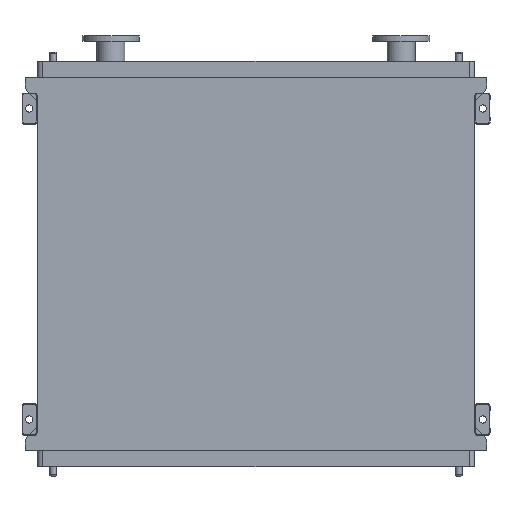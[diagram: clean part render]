
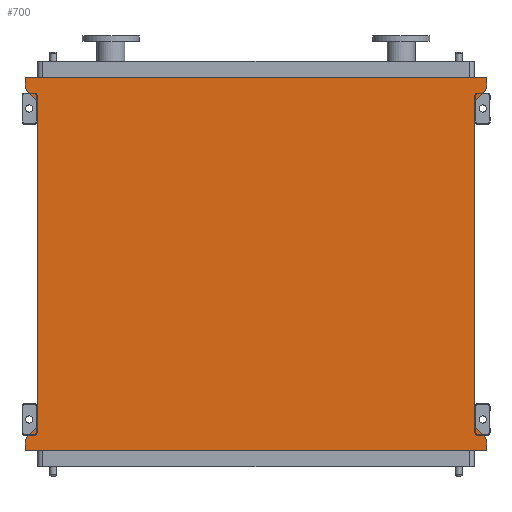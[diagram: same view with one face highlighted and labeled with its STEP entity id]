
A CAD part, front view. The second image highlights one B-rep face of the part: STEP entity #700.
In plain terms, the highlighted planar face has unit normal (0, -1, 0).
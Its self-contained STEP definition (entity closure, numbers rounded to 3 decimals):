
#156 = VECTOR ( 'NONE', #15600, 1000. ) ;
#163 = CARTESIAN_POINT ( 'NONE',  ( -845., 0., 0. ) ) ;
#525 = DIRECTION ( 'NONE',  ( 0., -1., 0. ) ) ;
#677 = LINE ( 'NONE', #9095, #15409 ) ;
#700 = ADVANCED_FACE ( 'NONE', ( #3146 ), #13355, .T. ) ;
#771 = LINE ( 'NONE', #5216, #11850 ) ;
#1009 = CARTESIAN_POINT ( 'NONE',  ( -891., 0., -1303. ) ) ;
#1044 = CARTESIAN_POINT ( 'NONE',  ( 891., 0., -1345. ) ) ;
#1332 = CARTESIAN_POINT ( 'NONE',  ( -845., 0., -1250. ) ) ;
#1489 = ORIENTED_EDGE ( 'NONE', *, *, #9268, .F. ) ;
#1551 = EDGE_CURVE ( 'NONE', #2109, #8397, #17994, .T. ) ;
#1583 = VECTOR ( 'NONE', #15170, 1000. ) ;
#1701 = VERTEX_POINT ( 'NONE', #5725 ) ;
#1808 = ORIENTED_EDGE ( 'NONE', *, *, #6763, .F. ) ;
#1950 = VERTEX_POINT ( 'NONE', #11972 ) ;
#2017 = CARTESIAN_POINT ( 'NONE',  ( 845., 0., -1250. ) ) ;
#2109 = VERTEX_POINT ( 'NONE', #6530 ) ;
#2193 = ORIENTED_EDGE ( 'NONE', *, *, #10031, .F. ) ;
#2225 = DIRECTION ( 'NONE',  ( 0., 0., -1. ) ) ;
#2575 = LINE ( 'NONE', #15791, #17585 ) ;
#2631 = CARTESIAN_POINT ( 'NONE',  ( -845., 0., 0. ) ) ;
#3052 = CARTESIAN_POINT ( 'NONE',  ( -891., 0., 53. ) ) ;
#3146 = FACE_OUTER_BOUND ( 'NONE', #4474, .T. ) ;
#3277 = EDGE_CURVE ( 'NONE', #11845, #4592, #677, .T. ) ;
#3386 = DIRECTION ( 'NONE',  ( 0., 0., 1. ) ) ;
#3541 = CARTESIAN_POINT ( 'NONE',  ( 891., 0., 53. ) ) ;
#3576 = VERTEX_POINT ( 'NONE', #1009 ) ;
#4019 = VERTEX_POINT ( 'NONE', #3541 ) ;
#4220 = VECTOR ( 'NONE', #15316, 1000. ) ;
#4474 = EDGE_LOOP ( 'NONE', ( #6634, #1489, #14758, #15957, #7227, #2193, #17774, #12396, #1808, #5083, #17527, #14208 ) ) ;
#4592 = VERTEX_POINT ( 'NONE', #6401 ) ;
#4857 = CARTESIAN_POINT ( 'NONE',  ( 845., 0., 0. ) ) ;
#5083 = ORIENTED_EDGE ( 'NONE', *, *, #13477, .F. ) ;
#5216 = CARTESIAN_POINT ( 'NONE',  ( -891., 0., 95. ) ) ;
#5395 = CARTESIAN_POINT ( 'NONE',  ( -891., 0., -1303. ) ) ;
#5435 = LINE ( 'NONE', #8065, #1583 ) ;
#5545 = VECTOR ( 'NONE', #6855, 1000. ) ;
#5725 = CARTESIAN_POINT ( 'NONE',  ( -891., 0., -1345. ) ) ;
#5732 = VERTEX_POINT ( 'NONE', #4857 ) ;
#5884 = DIRECTION ( 'NONE',  ( 0.655, 0., -0.755 ) ) ;
#5997 = VERTEX_POINT ( 'NONE', #2631 ) ;
#6070 = LINE ( 'NONE', #163, #16440 ) ;
#6401 = CARTESIAN_POINT ( 'NONE',  ( -891., 0., 95. ) ) ;
#6502 = EDGE_CURVE ( 'NONE', #15261, #4019, #11006, .T. ) ;
#6530 = CARTESIAN_POINT ( 'NONE',  ( 891., 0., -1303. ) ) ;
#6634 = ORIENTED_EDGE ( 'NONE', *, *, #12063, .T. ) ;
#6658 = DIRECTION ( 'NONE',  ( 1., 0., 0. ) ) ;
#6746 = DIRECTION ( 'NONE',  ( 0., 0., -1. ) ) ;
#6763 = EDGE_CURVE ( 'NONE', #1701, #3576, #11215, .T. ) ;
#6835 = VECTOR ( 'NONE', #6746, 1000. ) ;
#6855 = DIRECTION ( 'NONE',  ( -1., 0., 0. ) ) ;
#7227 = ORIENTED_EDGE ( 'NONE', *, *, #3277, .F. ) ;
#7264 = AXIS2_PLACEMENT_3D ( 'NONE', #17487, #525, #10633 ) ;
#7562 = VECTOR ( 'NONE', #11450, 1000. ) ;
#8059 = EDGE_CURVE ( 'NONE', #4592, #15261, #771, .T. ) ;
#8065 = CARTESIAN_POINT ( 'NONE',  ( 891., 0., 53. ) ) ;
#8337 = EDGE_CURVE ( 'NONE', #12657, #2109, #2575, .T. ) ;
#8397 = VERTEX_POINT ( 'NONE', #15898 ) ;
#8588 = CARTESIAN_POINT ( 'NONE',  ( -891., 0., -1345. ) ) ;
#9095 = CARTESIAN_POINT ( 'NONE',  ( -891., 0., 53. ) ) ;
#9268 = EDGE_CURVE ( 'NONE', #4019, #5732, #5435, .T. ) ;
#10031 = EDGE_CURVE ( 'NONE', #5997, #11845, #6070, .T. ) ;
#10633 = DIRECTION ( 'NONE',  ( 0., 0., -1. ) ) ;
#10887 = CARTESIAN_POINT ( 'NONE',  ( 891., 0., 95. ) ) ;
#11006 = LINE ( 'NONE', #10887, #11453 ) ;
#11048 = CARTESIAN_POINT ( 'NONE',  ( 891., 0., -1303. ) ) ;
#11215 = LINE ( 'NONE', #8588, #156 ) ;
#11408 = LINE ( 'NONE', #1332, #7562 ) ;
#11450 = DIRECTION ( 'NONE',  ( 0., 0., 1. ) ) ;
#11453 = VECTOR ( 'NONE', #2225, 1000. ) ;
#11845 = VERTEX_POINT ( 'NONE', #3052 ) ;
#11850 = VECTOR ( 'NONE', #6658, 1000. ) ;
#11972 = CARTESIAN_POINT ( 'NONE',  ( -845., 0., -1250. ) ) ;
#12063 = EDGE_CURVE ( 'NONE', #12657, #5732, #15157, .T. ) ;
#12111 = DIRECTION ( 'NONE',  ( 0., 0., 1. ) ) ;
#12396 = ORIENTED_EDGE ( 'NONE', *, *, #16536, .F. ) ;
#12657 = VERTEX_POINT ( 'NONE', #14005 ) ;
#12733 = LINE ( 'NONE', #1044, #5545 ) ;
#13355 = PLANE ( 'NONE',  #7264 ) ;
#13477 = EDGE_CURVE ( 'NONE', #8397, #1701, #12733, .T. ) ;
#14005 = CARTESIAN_POINT ( 'NONE',  ( 845., 0., -1250. ) ) ;
#14098 = EDGE_CURVE ( 'NONE', #1950, #5997, #11408, .T. ) ;
#14208 = ORIENTED_EDGE ( 'NONE', *, *, #8337, .F. ) ;
#14758 = ORIENTED_EDGE ( 'NONE', *, *, #6502, .F. ) ;
#15157 = LINE ( 'NONE', #2017, #18307 ) ;
#15170 = DIRECTION ( 'NONE',  ( -0.655, 0., -0.755 ) ) ;
#15261 = VERTEX_POINT ( 'NONE', #17132 ) ;
#15316 = DIRECTION ( 'NONE',  ( 0.655, 0., 0.755 ) ) ;
#15409 = VECTOR ( 'NONE', #3386, 1000. ) ;
#15600 = DIRECTION ( 'NONE',  ( 0., 0., 1. ) ) ;
#15791 = CARTESIAN_POINT ( 'NONE',  ( 845., 0., -1250. ) ) ;
#15898 = CARTESIAN_POINT ( 'NONE',  ( 891., 0., -1345. ) ) ;
#15902 = DIRECTION ( 'NONE',  ( -0.655, 0., 0.755 ) ) ;
#15957 = ORIENTED_EDGE ( 'NONE', *, *, #8059, .F. ) ;
#16440 = VECTOR ( 'NONE', #15902, 1000. ) ;
#16536 = EDGE_CURVE ( 'NONE', #3576, #1950, #17850, .T. ) ;
#17132 = CARTESIAN_POINT ( 'NONE',  ( 891., 0., 95. ) ) ;
#17487 = CARTESIAN_POINT ( 'NONE',  ( -845., 0., -1250. ) ) ;
#17527 = ORIENTED_EDGE ( 'NONE', *, *, #1551, .F. ) ;
#17585 = VECTOR ( 'NONE', #5884, 1000. ) ;
#17774 = ORIENTED_EDGE ( 'NONE', *, *, #14098, .F. ) ;
#17850 = LINE ( 'NONE', #5395, #4220 ) ;
#17994 = LINE ( 'NONE', #11048, #6835 ) ;
#18307 = VECTOR ( 'NONE', #12111, 1000. ) ;
